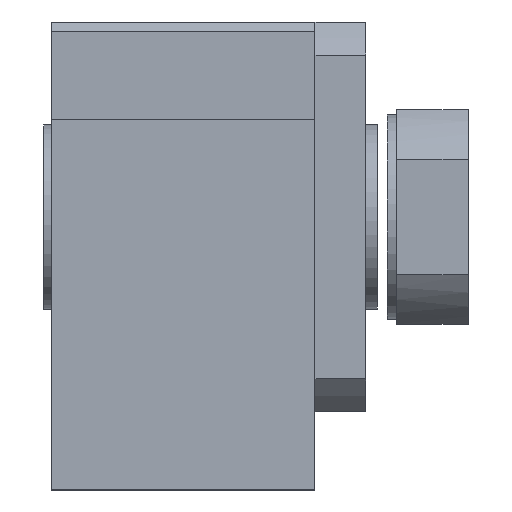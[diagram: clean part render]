
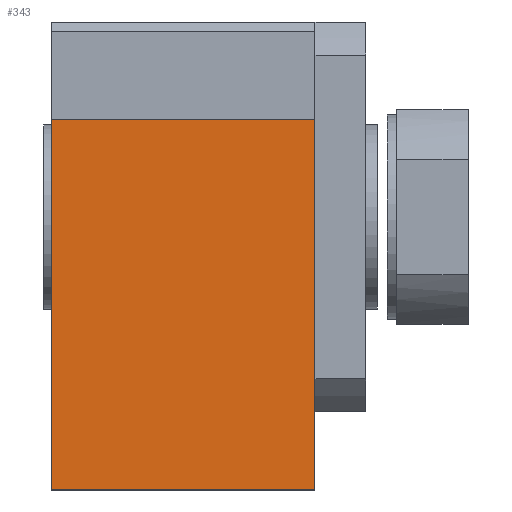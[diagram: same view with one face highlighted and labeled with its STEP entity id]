
A CAD part, left-side view. The second image highlights one B-rep face of the part: STEP entity #343.
In plain terms, the highlighted free-form (B-spline) face has degree [1, 1] with [2, 2] control points.
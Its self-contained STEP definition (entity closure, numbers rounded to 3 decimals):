
#73 = VERTEX_POINT('',#74);
#74 = CARTESIAN_POINT('',(-33.273,0.,
    0.));
#79 = EDGE_CURVE('',#80,#73,#82,.T.);
#80 = VERTEX_POINT('',#81);
#81 = CARTESIAN_POINT('',(-33.273,0.,
    36.125));
#82 = B_SPLINE_CURVE_WITH_KNOTS('',1,(#83,#84),.UNSPECIFIED.,.F.,.F.,(2,
    2),(0.,38.),.PIECEWISE_BEZIER_KNOTS.);
#83 = CARTESIAN_POINT('',(-33.273,0.,
    36.125));
#84 = CARTESIAN_POINT('',(-33.273,0.,
    0.));
#277 = VERTEX_POINT('',#278);
#278 = CARTESIAN_POINT('',(-33.273,25.668,
    36.125));
#283 = EDGE_CURVE('',#80,#277,#284,.T.);
#284 = B_SPLINE_CURVE_WITH_KNOTS('',1,(#285,#286),.UNSPECIFIED.,.F.,.F.,
  (2,2),(0.,27.),.PIECEWISE_BEZIER_KNOTS.);
#285 = CARTESIAN_POINT('',(-33.273,0.,
    36.125));
#286 = CARTESIAN_POINT('',(-33.273,25.668,
    36.125));
#343 = ADVANCED_FACE('',(#344),#360,.T.);
#344 = FACE_BOUND('',#345,.T.);
#345 = EDGE_LOOP('',(#346,#347,#354,#359));
#346 = ORIENTED_EDGE('',*,*,#283,.T.);
#347 = ORIENTED_EDGE('',*,*,#348,.T.);
#348 = EDGE_CURVE('',#277,#349,#351,.T.);
#349 = VERTEX_POINT('',#350);
#350 = CARTESIAN_POINT('',(-33.273,25.668,
    0.));
#351 = B_SPLINE_CURVE_WITH_KNOTS('',1,(#352,#353),.UNSPECIFIED.,.F.,.F.,
  (2,2),(0.,38.),.PIECEWISE_BEZIER_KNOTS.);
#352 = CARTESIAN_POINT('',(-33.273,25.668,
    36.125));
#353 = CARTESIAN_POINT('',(-33.273,25.668,
    0.));
#354 = ORIENTED_EDGE('',*,*,#355,.F.);
#355 = EDGE_CURVE('',#73,#349,#356,.T.);
#356 = B_SPLINE_CURVE_WITH_KNOTS('',1,(#357,#358),.UNSPECIFIED.,.F.,.F.,
  (2,2),(0.,27.),.PIECEWISE_BEZIER_KNOTS.);
#357 = CARTESIAN_POINT('',(-33.273,0.,
    0.));
#358 = CARTESIAN_POINT('',(-33.273,25.668,
    0.));
#359 = ORIENTED_EDGE('',*,*,#79,.F.);
#360 = B_SPLINE_SURFACE_WITH_KNOTS('',1,1,(
    (#361,#362)
    ,(#363,#364
  )),.UNSPECIFIED.,.F.,.F.,.F.,(2,2),(2,2),(0.,38.),(-27.,
    0.),.PIECEWISE_BEZIER_KNOTS.);
#361 = CARTESIAN_POINT('',(-33.273,25.668,
    36.125));
#362 = CARTESIAN_POINT('',(-33.273,0.,
    36.125));
#363 = CARTESIAN_POINT('',(-33.273,25.668,
    0.));
#364 = CARTESIAN_POINT('',(-33.273,0.,
    0.));
